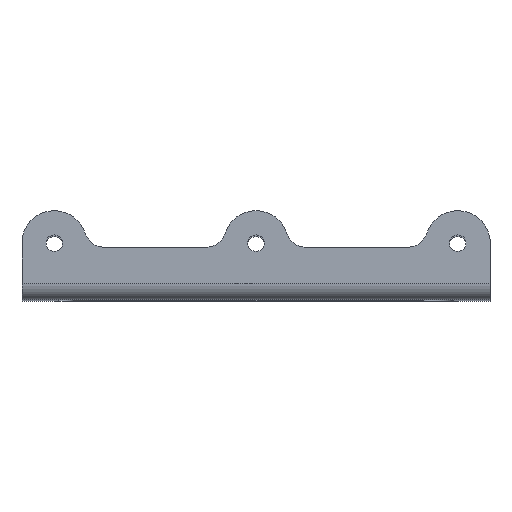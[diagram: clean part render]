
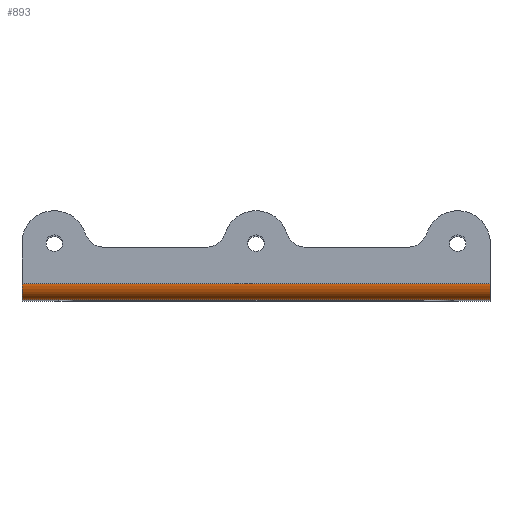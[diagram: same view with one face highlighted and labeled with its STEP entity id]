
A CAD part, top view. The second image highlights one B-rep face of the part: STEP entity #893.
In plain terms, the highlighted cylindrical face has radius 2 mm (diameter 4 mm), a partial arc.
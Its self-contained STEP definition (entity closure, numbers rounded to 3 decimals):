
#276 = CARTESIAN_POINT ( 'NONE',  ( 0., 2., 0. ) ) ;
#289 = CARTESIAN_POINT ( 'NONE',  ( 58., 0., -2. ) ) ;
#294 = CARTESIAN_POINT ( 'NONE',  ( 58., 2., 0. ) ) ;
#756 = VERTEX_POINT ( 'NONE', #294 ) ;
#761 = VERTEX_POINT ( 'NONE', #289 ) ;
#774 = VERTEX_POINT ( 'NONE', #276 ) ;
#893 = ADVANCED_FACE ( 'NONE', ( #1818 ), #1821, .T. ) ;
#907 = AXIS2_PLACEMENT_3D ( 'NONE', #2224, #2223, #2222 ) ;
#910 = AXIS2_PLACEMENT_3D ( 'NONE', #2247, #2246, #2242 ) ;
#1017 = AXIS2_PLACEMENT_3D ( 'NONE', #2688, #2699, #2695 ) ;
#1357 = ORIENTED_EDGE ( 'NONE', *, *, #2845, .T. ) ;
#1358 = ORIENTED_EDGE ( 'NONE', *, *, #2895, .F. ) ;
#1359 = ORIENTED_EDGE ( 'NONE', *, *, #2815, .F. ) ;
#1360 = ORIENTED_EDGE ( 'NONE', *, *, #2900, .T. ) ;
#1454 = EDGE_LOOP ( 'NONE', ( #1360, #1359, #1358, #1357 ) ) ;
#1545 = VERTEX_POINT ( 'NONE', #2446 ) ;
#1590 = LINE ( 'NONE', #2442, #1593 ) ;
#1593 = VECTOR ( 'NONE', #2441, 1000. ) ;
#1661 = CIRCLE ( 'NONE', #910, 2. ) ;
#1668 = CIRCLE ( 'NONE', #907, 2. ) ;
#1818 = FACE_OUTER_BOUND ( 'NONE', #1454, .T. ) ;
#1821 = CYLINDRICAL_SURFACE ( 'NONE', #1017, 2. ) ;
#2011 = LINE ( 'NONE', #2576, #2014 ) ;
#2014 = VECTOR ( 'NONE', #2568, 1000. ) ;
#2222 = DIRECTION ( 'NONE',  ( 0., 0., 1. ) ) ;
#2223 = DIRECTION ( 'NONE',  ( 1., 0., 0. ) ) ;
#2224 = CARTESIAN_POINT ( 'NONE',  ( 0., 2., -2. ) ) ;
#2242 = DIRECTION ( 'NONE',  ( 0., 0., 1. ) ) ;
#2246 = DIRECTION ( 'NONE',  ( 1., 0., 0. ) ) ;
#2247 = CARTESIAN_POINT ( 'NONE',  ( 58., 2., -2. ) ) ;
#2441 = DIRECTION ( 'NONE',  ( -1., 0., 0. ) ) ;
#2442 = CARTESIAN_POINT ( 'NONE',  ( 58., 2., 0. ) ) ;
#2446 = CARTESIAN_POINT ( 'NONE',  ( 0., 0., -2. ) ) ;
#2568 = DIRECTION ( 'NONE',  ( -1., 0., 0. ) ) ;
#2576 = CARTESIAN_POINT ( 'NONE',  ( 58., 0., -2. ) ) ;
#2688 = CARTESIAN_POINT ( 'NONE',  ( 58., 2., -2. ) ) ;
#2695 = DIRECTION ( 'NONE',  ( 0., 0., 1. ) ) ;
#2699 = DIRECTION ( 'NONE',  ( -1., 0., 0. ) ) ;
#2815 = EDGE_CURVE ( 'NONE', #761, #1545, #2011, .T. ) ;
#2845 = EDGE_CURVE ( 'NONE', #756, #774, #1590, .T. ) ;
#2895 = EDGE_CURVE ( 'NONE', #756, #761, #1661, .T. ) ;
#2900 = EDGE_CURVE ( 'NONE', #774, #1545, #1668, .T. ) ;
